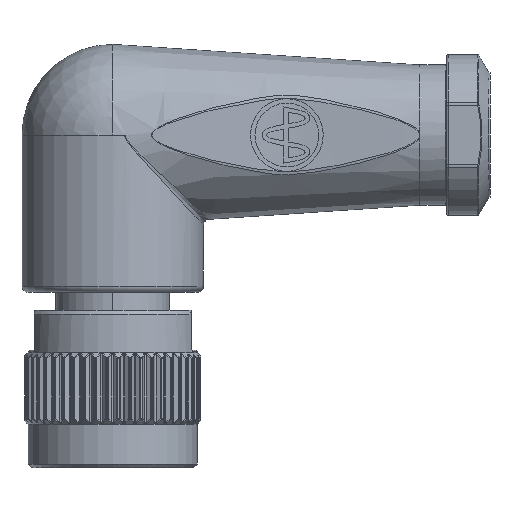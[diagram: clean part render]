
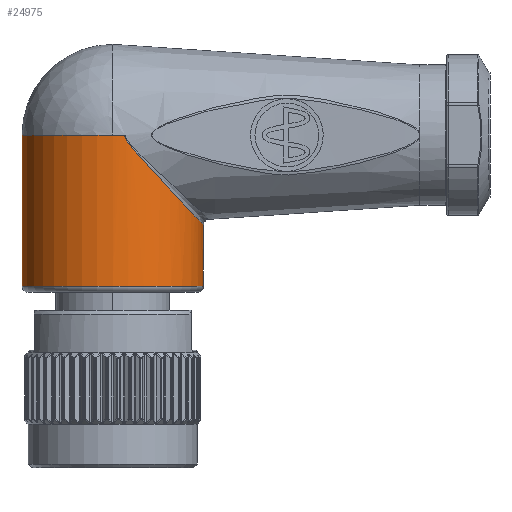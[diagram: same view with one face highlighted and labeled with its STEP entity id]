
A CAD part, left-side view. The second image highlights one B-rep face of the part: STEP entity #24975.
In plain terms, the highlighted cylindrical face has radius 7.5 mm (diameter 15 mm), a partial arc.
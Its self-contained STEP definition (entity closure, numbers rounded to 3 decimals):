
#485 = DIRECTION ( 'NONE',  ( 0., 0., 1. ) ) ;
#526 = CARTESIAN_POINT ( 'NONE',  ( -7.435, -0.984, 17.95 ) ) ;
#885 = ORIENTED_EDGE ( 'NONE', *, *, #32949, .T. ) ;
#2687 = VERTEX_POINT ( 'NONE', #21200 ) ;
#3670 = CARTESIAN_POINT ( 'NONE',  ( 0., 0., 17.95 ) ) ;
#4034 = CARTESIAN_POINT ( 'NONE',  ( -0.572, -7.483, 10.502 ) ) ;
#4232 = CARTESIAN_POINT ( 'NONE',  ( -7.406, -1.184, 17.424 ) ) ;
#4752 = CARTESIAN_POINT ( 'NONE',  ( 0., 0., 39.163 ) ) ;
#4964 = B_SPLINE_CURVE_WITH_KNOTS ( 'NONE', 3,
 ( #29055, #29230, #4034, #37104, #45746, #8126, #24841, #7770, #41681, #54107, #29430, #20461, #37476, #49792, #42041, #16584, #33432, #53947, #28881, #45928, #20796, #25202, #8310, #41873, #4232, #8504, #50490, #42768 ),
 .UNSPECIFIED., .F., .F.,
 ( 4, 2, 2, 2, 2, 2, 2, 2, 2, 2, 2, 2, 2, 4 ),
 ( 0.014, 0.015, 0.016, 0.016, 0.017, 0.018, 0.019, 0.021, 0.023, 0.024, 0.026, 0.027, 0.027, 0.028 ),
 .UNSPECIFIED. ) ;
#6816 = ORIENTED_EDGE ( 'NONE', *, *, #37874, .T. ) ;
#7770 = CARTESIAN_POINT ( 'NONE',  ( -2.715, -6.996, 11.024 ) ) ;
#8101 = EDGE_CURVE ( 'NONE', #12249, #34846, #16488, .T. ) ;
#8126 = CARTESIAN_POINT ( 'NONE',  ( -1.945, -7.249, 10.754 ) ) ;
#8138 = ORIENTED_EDGE ( 'NONE', *, *, #44096, .F. ) ;
#8310 = CARTESIAN_POINT ( 'NONE',  ( -7.345, -1.527, 16.973 ) ) ;
#8504 = CARTESIAN_POINT ( 'NONE',  ( -7.427, -1.043, 17.669 ) ) ;
#9328 = VECTOR ( 'NONE', #15709, 1000. ) ;
#11691 = CARTESIAN_POINT ( 'NONE',  ( 0., -7.5, 39.163 ) ) ;
#11825 = DIRECTION ( 'NONE',  ( 0., 1., 0. ) ) ;
#12249 = VERTEX_POINT ( 'NONE', #47433 ) ;
#14626 = CIRCLE ( 'NONE', #29548, 7.5 ) ;
#15537 = VERTEX_POINT ( 'NONE', #21308 ) ;
#15709 = DIRECTION ( 'NONE',  ( 0., 0., -1. ) ) ;
#16396 = CARTESIAN_POINT ( 'NONE',  ( 0., -7.5, 10.484 ) ) ;
#16488 = CIRCLE ( 'NONE', #18683, 7.5 ) ;
#16584 = CARTESIAN_POINT ( 'NONE',  ( -5.801, -4.774, 13.41 ) ) ;
#17515 = VERTEX_POINT ( 'NONE', #34610 ) ;
#18183 = CIRCLE ( 'NONE', #50406, 7.5 ) ;
#18683 = AXIS2_PLACEMENT_3D ( 'NONE', #3670, #33070, #11825 ) ;
#20461 = CARTESIAN_POINT ( 'NONE',  ( -4.076, -6.3, 11.77 ) ) ;
#20485 = LINE ( 'NONE', #11691, #9328 ) ;
#20751 = DIRECTION ( 'NONE',  ( 0., 1., 0. ) ) ;
#20796 = CARTESIAN_POINT ( 'NONE',  ( -7.16, -2.265, 16.13 ) ) ;
#21200 = CARTESIAN_POINT ( 'NONE',  ( 0., -7.5, 5.45 ) ) ;
#21292 = ORIENTED_EDGE ( 'NONE', *, *, #21567, .T. ) ;
#21308 = CARTESIAN_POINT ( 'NONE',  ( 0., 7.5, 5.45 ) ) ;
#21567 = EDGE_CURVE ( 'NONE', #15537, #2687, #18183, .T. ) ;
#23259 = VERTEX_POINT ( 'NONE', #16396 ) ;
#23998 = LINE ( 'NONE', #34563, #48308 ) ;
#24841 = CARTESIAN_POINT ( 'NONE',  ( -2.21, -7.172, 10.836 ) ) ;
#24975 = ADVANCED_FACE ( 'NONE', ( #27313 ), #37114, .T. ) ;
#25202 = CARTESIAN_POINT ( 'NONE',  ( -7.305, -1.711, 16.76 ) ) ;
#27313 = FACE_OUTER_BOUND ( 'NONE', #52277, .T. ) ;
#28881 = CARTESIAN_POINT ( 'NONE',  ( -6.71, -3.374, 14.92 ) ) ;
#29055 = CARTESIAN_POINT ( 'NONE',  ( 0., -7.5, 10.484 ) ) ;
#29230 = CARTESIAN_POINT ( 'NONE',  ( -0.285, -7.5, 10.484 ) ) ;
#29430 = CARTESIAN_POINT ( 'NONE',  ( -3.648, -6.558, 11.494 ) ) ;
#29548 = AXIS2_PLACEMENT_3D ( 'NONE', #33657, #33490, #50004 ) ;
#30426 = DIRECTION ( 'NONE',  ( 0., 0., -1. ) ) ;
#32949 = EDGE_CURVE ( 'NONE', #23259, #34846, #4964, .T. ) ;
#33070 = DIRECTION ( 'NONE',  ( 0., 0., 1. ) ) ;
#33432 = CARTESIAN_POINT ( 'NONE',  ( -6.064, -4.433, 13.777 ) ) ;
#33490 = DIRECTION ( 'NONE',  ( 0., 0., 1. ) ) ;
#33657 = CARTESIAN_POINT ( 'NONE',  ( 0., 0., 17.95 ) ) ;
#34563 = CARTESIAN_POINT ( 'NONE',  ( 0., 7.5, 39.163 ) ) ;
#34610 = CARTESIAN_POINT ( 'NONE',  ( 0., 7.5, 17.95 ) ) ;
#34846 = VERTEX_POINT ( 'NONE', #526 ) ;
#35725 = EDGE_CURVE ( 'NONE', #17515, #12249, #14626, .T. ) ;
#37104 = CARTESIAN_POINT ( 'NONE',  ( -1.131, -7.42, 10.57 ) ) ;
#37114 = CYLINDRICAL_SURFACE ( 'NONE', #37171, 7.5 ) ;
#37171 = AXIS2_PLACEMENT_3D ( 'NONE', #4752, #30426, #39557 ) ;
#37476 = CARTESIAN_POINT ( 'NONE',  ( -4.278, -6.165, 11.916 ) ) ;
#37874 = EDGE_CURVE ( 'NONE', #17515, #15537, #23998, .T. ) ;
#39334 = ORIENTED_EDGE ( 'NONE', *, *, #35725, .F. ) ;
#39557 = DIRECTION ( 'NONE',  ( 0., -1., 0. ) ) ;
#41312 = ORIENTED_EDGE ( 'NONE', *, *, #8101, .F. ) ;
#41681 = CARTESIAN_POINT ( 'NONE',  ( -2.957, -6.897, 11.131 ) ) ;
#41873 = CARTESIAN_POINT ( 'NONE',  ( -7.393, -1.268, 17.309 ) ) ;
#42041 = CARTESIAN_POINT ( 'NONE',  ( -5.192, -5.431, 12.704 ) ) ;
#42663 = DIRECTION ( 'NONE',  ( 0., 0., -1. ) ) ;
#42768 = CARTESIAN_POINT ( 'NONE',  ( -7.435, -0.984, 17.95 ) ) ;
#44096 = EDGE_CURVE ( 'NONE', #23259, #2687, #20485, .T. ) ;
#45746 = CARTESIAN_POINT ( 'NONE',  ( -1.405, -7.372, 10.621 ) ) ;
#45928 = CARTESIAN_POINT ( 'NONE',  ( -7.031, -2.64, 15.719 ) ) ;
#47433 = CARTESIAN_POINT ( 'NONE',  ( -7.5, 0., 17.95 ) ) ;
#48308 = VECTOR ( 'NONE', #42663, 1000. ) ;
#49792 = CARTESIAN_POINT ( 'NONE',  ( -4.852, -5.739, 12.373 ) ) ;
#50004 = DIRECTION ( 'NONE',  ( 0., 1., 0. ) ) ;
#50406 = AXIS2_PLACEMENT_3D ( 'NONE', #50797, #485, #20751 ) ;
#50490 = CARTESIAN_POINT ( 'NONE',  ( -7.435, -0.984, 17.805 ) ) ;
#50797 = CARTESIAN_POINT ( 'NONE',  ( 0., 0., 5.45 ) ) ;
#52277 = EDGE_LOOP ( 'NONE', ( #39334, #6816, #21292, #8138, #885, #41312 ) ) ;
#53947 = CARTESIAN_POINT ( 'NONE',  ( -6.518, -3.733, 14.532 ) ) ;
#54107 = CARTESIAN_POINT ( 'NONE',  ( -3.423, -6.678, 11.365 ) ) ;
